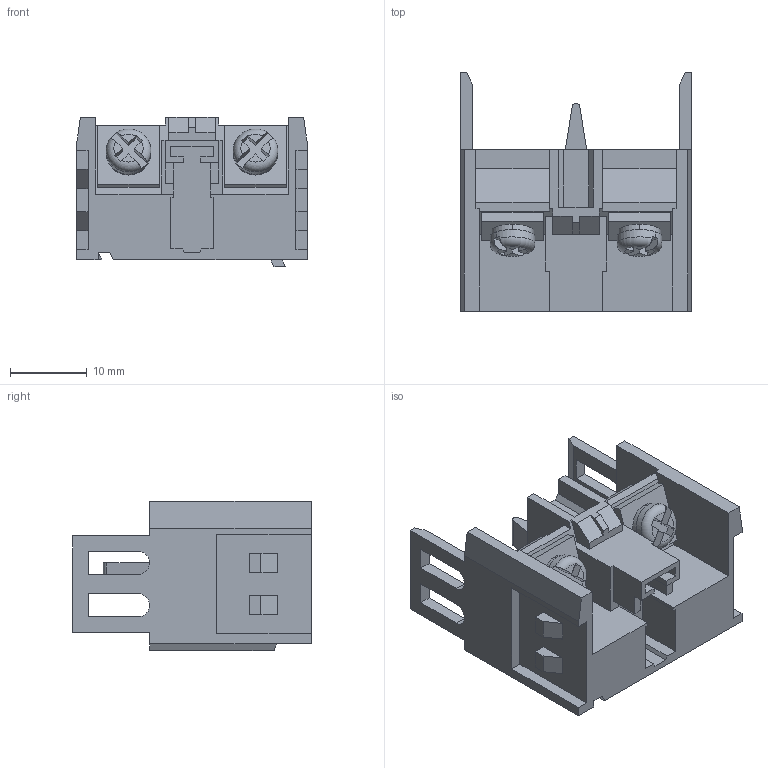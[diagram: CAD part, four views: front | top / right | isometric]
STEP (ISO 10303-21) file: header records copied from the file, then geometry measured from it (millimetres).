
FILE_DESCRIPTION (( 'STEP AP214' ), '1' );
FILE_NAME ('BDK10 Äîï. êîíòàêò äëÿ ñâåòîñèã. àðì.1ÍÇ ÈÝÊ.STEP', '2017-10-23T12:37:14', ( '' ), ( '' ), 'SwSTEP 2.0', 'SolidWorks 2014', '' );
FILE_SCHEMA (( 'AUTOMOTIVE_DESIGN' ));
Length unit declared in the file: millimetre
Products named in the file (1): BDK10 Äîï. êîíòàêò äëÿ ñâåòîñèã. àðì.1ÍÇ  ÈÝÊ
Bounding box: 30 x 31 x 19.4 mm (x, y, z)
Volume: 6567.2 mm3; surface area: 5925.3 mm2
Topology: 1 solids, 1 shells, 228 faces, 644 edges, 427 vertices
Faces by surface type: plane 211, cylinder 13, torus 4
Entity records: 7372 total; most frequent: CARTESIAN_POINT 1404, ORIENTED_EDGE 1288, DIRECTION 1128, EDGE_CURVE 644, LINE 578, VECTOR 578, VERTEX_POINT 427, AXIS2_PLACEMENT_3D 275
